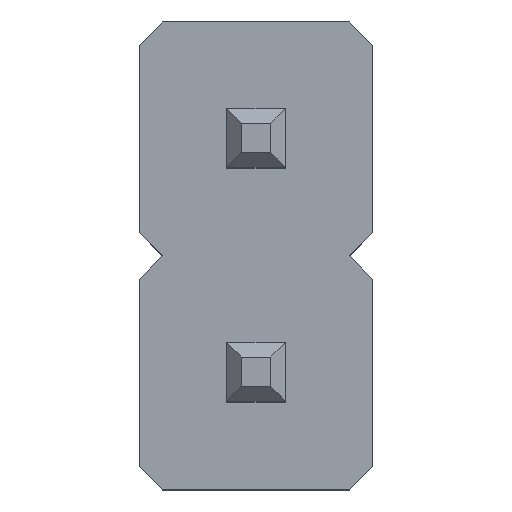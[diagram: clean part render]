
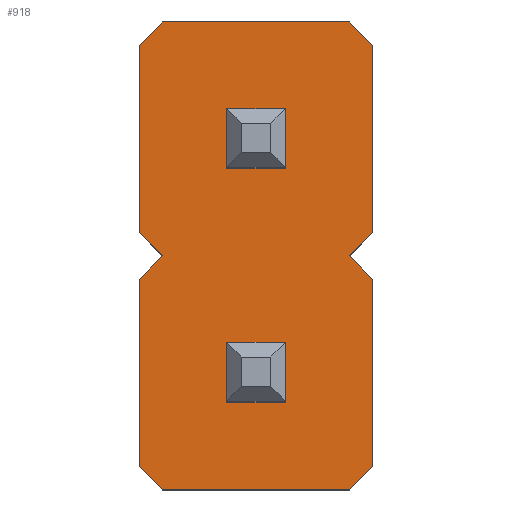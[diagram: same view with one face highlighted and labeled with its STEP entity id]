
A CAD part, top view. The second image highlights one B-rep face of the part: STEP entity #918.
In plain terms, the highlighted planar face has unit normal (0, 0, 1).
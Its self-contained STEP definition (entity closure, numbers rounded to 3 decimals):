
#16=FACE_BOUND('',#127,.T.);
#17=FACE_BOUND('',#128,.T.);
#72=FACE_OUTER_BOUND('',#126,.T.);
#126=EDGE_LOOP('',(#646,#647,#648,#649,#650,#651,#652,#653,#654,#655,#656,
#657,#658,#659));
#127=EDGE_LOOP('',(#660,#661,#662,#663));
#128=EDGE_LOOP('',(#664,#665,#666,#667));
#178=LINE('',#1266,#300);
#203=LINE('',#1316,#325);
#204=LINE('',#1318,#326);
#205=LINE('',#1320,#327);
#206=LINE('',#1322,#328);
#207=LINE('',#1324,#329);
#208=LINE('',#1326,#330);
#209=LINE('',#1328,#331);
#210=LINE('',#1330,#332);
#211=LINE('',#1332,#333);
#212=LINE('',#1334,#334);
#213=LINE('',#1336,#335);
#214=LINE('',#1338,#336);
#215=LINE('',#1339,#337);
#216=LINE('',#1342,#338);
#217=LINE('',#1344,#339);
#218=LINE('',#1346,#340);
#219=LINE('',#1347,#341);
#220=LINE('',#1350,#342);
#221=LINE('',#1352,#343);
#222=LINE('',#1354,#344);
#223=LINE('',#1355,#345);
#300=VECTOR('',#1038,10.);
#325=VECTOR('',#1067,1.);
#326=VECTOR('',#1068,1.);
#327=VECTOR('',#1069,1.);
#328=VECTOR('',#1070,1.);
#329=VECTOR('',#1071,1.);
#330=VECTOR('',#1072,1.);
#331=VECTOR('',#1073,1.);
#332=VECTOR('',#1074,1.);
#333=VECTOR('',#1075,1.);
#334=VECTOR('',#1076,1.);
#335=VECTOR('',#1077,1.);
#336=VECTOR('',#1078,1.);
#337=VECTOR('',#1079,1.);
#338=VECTOR('',#1080,1.);
#339=VECTOR('',#1081,1.);
#340=VECTOR('',#1082,1.);
#341=VECTOR('',#1083,1.);
#342=VECTOR('',#1084,1.);
#343=VECTOR('',#1085,1.);
#344=VECTOR('',#1086,1.);
#345=VECTOR('',#1087,1.);
#422=VERTEX_POINT('',#1264);
#423=VERTEX_POINT('',#1265);
#446=VERTEX_POINT('',#1315);
#447=VERTEX_POINT('',#1317);
#448=VERTEX_POINT('',#1319);
#449=VERTEX_POINT('',#1321);
#450=VERTEX_POINT('',#1323);
#451=VERTEX_POINT('',#1325);
#452=VERTEX_POINT('',#1327);
#453=VERTEX_POINT('',#1329);
#454=VERTEX_POINT('',#1331);
#455=VERTEX_POINT('',#1333);
#456=VERTEX_POINT('',#1335);
#457=VERTEX_POINT('',#1337);
#458=VERTEX_POINT('',#1340);
#459=VERTEX_POINT('',#1341);
#460=VERTEX_POINT('',#1343);
#461=VERTEX_POINT('',#1345);
#462=VERTEX_POINT('',#1348);
#463=VERTEX_POINT('',#1349);
#464=VERTEX_POINT('',#1351);
#465=VERTEX_POINT('',#1353);
#498=EDGE_CURVE('',#422,#423,#178,.T.);
#523=EDGE_CURVE('',#423,#446,#203,.T.);
#524=EDGE_CURVE('',#446,#447,#204,.T.);
#525=EDGE_CURVE('',#447,#448,#205,.T.);
#526=EDGE_CURVE('',#448,#449,#206,.T.);
#527=EDGE_CURVE('',#449,#450,#207,.T.);
#528=EDGE_CURVE('',#450,#451,#208,.T.);
#529=EDGE_CURVE('',#451,#452,#209,.T.);
#530=EDGE_CURVE('',#452,#453,#210,.T.);
#531=EDGE_CURVE('',#453,#454,#211,.T.);
#532=EDGE_CURVE('',#454,#455,#212,.T.);
#533=EDGE_CURVE('',#455,#456,#213,.T.);
#534=EDGE_CURVE('',#456,#457,#214,.T.);
#535=EDGE_CURVE('',#457,#422,#215,.T.);
#536=EDGE_CURVE('',#458,#459,#216,.T.);
#537=EDGE_CURVE('',#460,#458,#217,.T.);
#538=EDGE_CURVE('',#460,#461,#218,.T.);
#539=EDGE_CURVE('',#461,#459,#219,.T.);
#540=EDGE_CURVE('',#462,#463,#220,.T.);
#541=EDGE_CURVE('',#462,#464,#221,.T.);
#542=EDGE_CURVE('',#464,#465,#222,.T.);
#543=EDGE_CURVE('',#463,#465,#223,.T.);
#646=ORIENTED_EDGE('',*,*,#498,.T.);
#647=ORIENTED_EDGE('',*,*,#523,.T.);
#648=ORIENTED_EDGE('',*,*,#524,.T.);
#649=ORIENTED_EDGE('',*,*,#525,.T.);
#650=ORIENTED_EDGE('',*,*,#526,.T.);
#651=ORIENTED_EDGE('',*,*,#527,.T.);
#652=ORIENTED_EDGE('',*,*,#528,.T.);
#653=ORIENTED_EDGE('',*,*,#529,.T.);
#654=ORIENTED_EDGE('',*,*,#530,.T.);
#655=ORIENTED_EDGE('',*,*,#531,.T.);
#656=ORIENTED_EDGE('',*,*,#532,.T.);
#657=ORIENTED_EDGE('',*,*,#533,.T.);
#658=ORIENTED_EDGE('',*,*,#534,.T.);
#659=ORIENTED_EDGE('',*,*,#535,.T.);
#660=ORIENTED_EDGE('',*,*,#536,.F.);
#661=ORIENTED_EDGE('',*,*,#537,.F.);
#662=ORIENTED_EDGE('',*,*,#538,.T.);
#663=ORIENTED_EDGE('',*,*,#539,.T.);
#664=ORIENTED_EDGE('',*,*,#540,.F.);
#665=ORIENTED_EDGE('',*,*,#541,.T.);
#666=ORIENTED_EDGE('',*,*,#542,.T.);
#667=ORIENTED_EDGE('',*,*,#543,.F.);
#866=PLANE('',#984);
#918=ADVANCED_FACE('',(#72,#16,#17),#866,.T.);
#984=AXIS2_PLACEMENT_3D('',#1314,#1065,#1066);
#1038=DIRECTION('',(-1.,0.,0.));
#1065=DIRECTION('center_axis',(0.,0.,1.));
#1066=DIRECTION('ref_axis',(1.,0.,0.));
#1067=DIRECTION('',(-0.707,-0.707,0.));
#1068=DIRECTION('',(0.,-1.,0.));
#1069=DIRECTION('',(0.707,-0.707,0.));
#1070=DIRECTION('',(-0.707,-0.707,0.));
#1071=DIRECTION('',(0.,-1.,0.));
#1072=DIRECTION('',(0.707,-0.707,0.));
#1073=DIRECTION('',(1.,0.,0.));
#1074=DIRECTION('',(0.707,0.707,0.));
#1075=DIRECTION('',(0.,1.,0.));
#1076=DIRECTION('',(-0.707,0.707,0.));
#1077=DIRECTION('',(0.707,0.707,0.));
#1078=DIRECTION('',(0.,1.,0.));
#1079=DIRECTION('',(-0.707,0.707,0.));
#1080=DIRECTION('',(-1.,0.,0.));
#1081=DIRECTION('',(0.,1.,0.));
#1082=DIRECTION('',(-1.,0.,0.));
#1083=DIRECTION('',(0.,1.,0.));
#1084=DIRECTION('',(0.,1.,0.));
#1085=DIRECTION('',(-1.,0.,0.));
#1086=DIRECTION('',(0.,1.,0.));
#1087=DIRECTION('',(-1.,0.,0.));
#1264=CARTESIAN_POINT('',(1.016,-3.81,2.54));
#1265=CARTESIAN_POINT('',(-1.016,-3.81,2.54));
#1266=CARTESIAN_POINT('',(0.,-3.81,2.54));
#1314=CARTESIAN_POINT('Origin',(0.,-3.81,2.54));
#1315=CARTESIAN_POINT('',(-1.27,-4.064,2.54));
#1316=CARTESIAN_POINT('',(-1.016,-3.81,2.54));
#1317=CARTESIAN_POINT('',(-1.27,-6.096,2.54));
#1318=CARTESIAN_POINT('',(-1.27,-4.064,2.54));
#1319=CARTESIAN_POINT('',(-1.016,-6.35,2.54));
#1320=CARTESIAN_POINT('',(-1.27,-6.096,2.54));
#1321=CARTESIAN_POINT('',(-1.27,-6.604,2.54));
#1322=CARTESIAN_POINT('',(-1.016,-6.35,2.54));
#1323=CARTESIAN_POINT('',(-1.27,-8.636,2.54));
#1324=CARTESIAN_POINT('',(-1.27,-6.604,2.54));
#1325=CARTESIAN_POINT('',(-1.016,-8.89,2.54));
#1326=CARTESIAN_POINT('',(-1.27,-8.636,2.54));
#1327=CARTESIAN_POINT('',(1.016,-8.89,2.54));
#1328=CARTESIAN_POINT('',(-1.016,-8.89,2.54));
#1329=CARTESIAN_POINT('',(1.27,-8.636,2.54));
#1330=CARTESIAN_POINT('',(1.016,-8.89,2.54));
#1331=CARTESIAN_POINT('',(1.27,-6.604,2.54));
#1332=CARTESIAN_POINT('',(1.27,-8.636,2.54));
#1333=CARTESIAN_POINT('',(1.016,-6.35,2.54));
#1334=CARTESIAN_POINT('',(1.27,-6.604,2.54));
#1335=CARTESIAN_POINT('',(1.27,-6.096,2.54));
#1336=CARTESIAN_POINT('',(1.016,-6.35,2.54));
#1337=CARTESIAN_POINT('',(1.27,-4.064,2.54));
#1338=CARTESIAN_POINT('',(1.27,-6.096,2.54));
#1339=CARTESIAN_POINT('',(1.27,-4.064,2.54));
#1340=CARTESIAN_POINT('',(0.32,-4.76,2.54));
#1341=CARTESIAN_POINT('',(-0.32,-4.76,2.54));
#1342=CARTESIAN_POINT('',(-0.16,-4.76,2.54));
#1343=CARTESIAN_POINT('',(0.32,-5.4,2.54));
#1344=CARTESIAN_POINT('',(0.32,-4.605,2.54));
#1345=CARTESIAN_POINT('',(-0.32,-5.4,2.54));
#1346=CARTESIAN_POINT('',(-0.16,-5.4,2.54));
#1347=CARTESIAN_POINT('',(-0.32,-4.605,2.54));
#1348=CARTESIAN_POINT('',(0.32,-7.94,2.54));
#1349=CARTESIAN_POINT('',(0.32,-7.3,2.54));
#1350=CARTESIAN_POINT('',(0.32,-5.875,2.54));
#1351=CARTESIAN_POINT('',(-0.32,-7.94,2.54));
#1352=CARTESIAN_POINT('',(-0.16,-7.94,2.54));
#1353=CARTESIAN_POINT('',(-0.32,-7.3,2.54));
#1354=CARTESIAN_POINT('',(-0.32,-5.875,2.54));
#1355=CARTESIAN_POINT('',(-0.16,-7.3,2.54));
